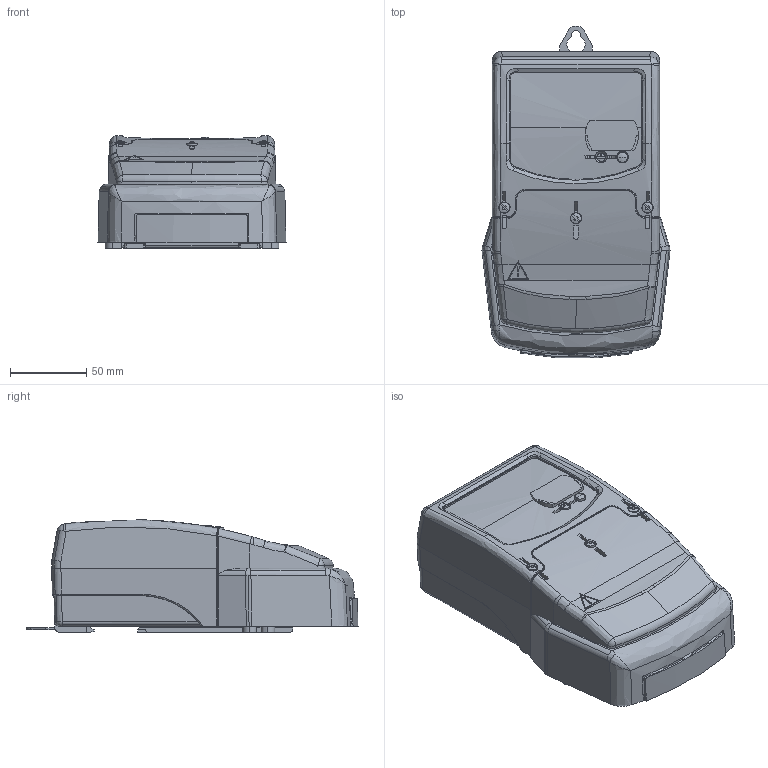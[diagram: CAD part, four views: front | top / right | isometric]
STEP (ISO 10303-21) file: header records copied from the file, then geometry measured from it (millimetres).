
FILE_DESCRIPTION (( 'STEP AP214' ), '1' );
FILE_NAME ('S7.STEP', '2025-02-05T12:07:12', ( '' ), ( '' ), 'SwSTEP 2.0', 'SolidWorks 2019', '' );
FILE_SCHEMA (( 'AUTOMOTIVE_DESIGN' ));
Length unit declared in the file: millimetre
Products named in the file (1): S7
Bounding box: 123.48 x 218.04 x 73.83 mm (x, y, z)
Volume: 273378.5 mm3; surface area: 254020.6 mm2
Topology: 31 solids, 31 shells, 3305 faces, 9330 edges, 6111 vertices
Faces by surface type: plane 1472, cylinder 1100, torus 355, bspline 211, cone 120, sphere 47
Entity records: 179376 total; most frequent: CARTESIAN_POINT 97419, ORIENTED_EDGE 18630, DIRECTION 15104, EDGE_CURVE 9315, VERTEX_POINT 6109, AXIS2_PLACEMENT_3D 5216, LINE 4672, VECTOR 4672
